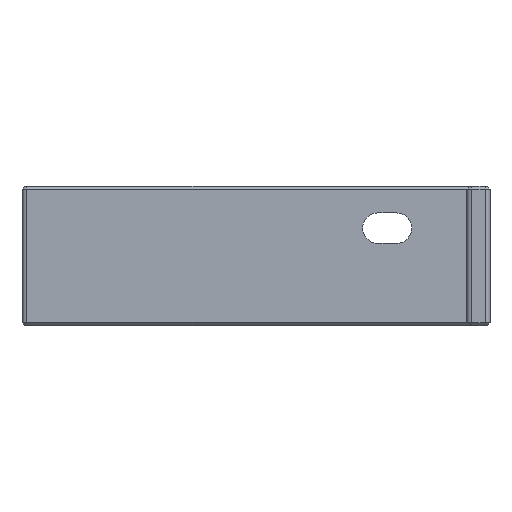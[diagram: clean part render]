
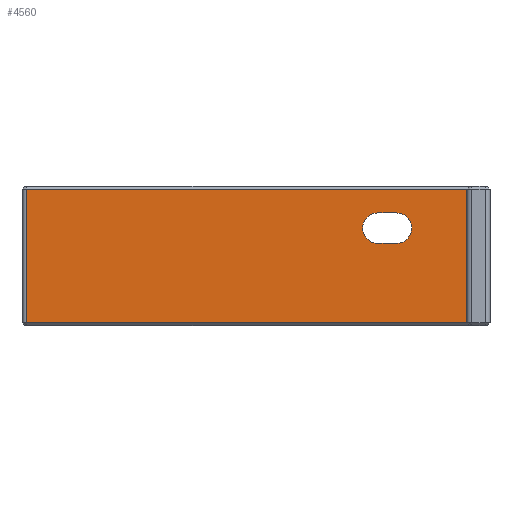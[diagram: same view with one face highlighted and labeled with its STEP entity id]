
A CAD part, left-side view. The second image highlights one B-rep face of the part: STEP entity #4560.
In plain terms, the highlighted planar face has unit normal (-1, 0, 0).
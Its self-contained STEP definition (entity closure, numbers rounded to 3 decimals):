
#608 = PLANE('',#609);
#609 = AXIS2_PLACEMENT_3D('',#610,#611,#612);
#610 = CARTESIAN_POINT('',(0.15,-47.5,14.85));
#611 = DIRECTION('',(-0.707,0.,0.707));
#612 = DIRECTION('',(0.,1.,0.));
#2382 = VERTEX_POINT('',#2383);
#2383 = CARTESIAN_POINT('',(0.,0.,14.7));
#2420 = PLANE('',#2421);
#2421 = AXIS2_PLACEMENT_3D('',#2422,#2423,#2424);
#2422 = CARTESIAN_POINT('',(0.,0.,0.));
#2423 = DIRECTION('',(0.,-1.,0.));
#2424 = DIRECTION('',(-1.,0.,0.));
#2513 = VERTEX_POINT('',#2514);
#2514 = CARTESIAN_POINT('',(0.,-47.5,14.7));
#2535 = EDGE_CURVE('',#2513,#2382,#2536,.T.);
#2536 = SURFACE_CURVE('',#2537,(#2541,#2548),.PCURVE_S1.);
#2537 = LINE('',#2538,#2539);
#2538 = CARTESIAN_POINT('',(0.,-47.5,14.7));
#2539 = VECTOR('',#2540,1.);
#2540 = DIRECTION('',(0.,1.,0.));
#2541 = PCURVE('',#608,#2542);
#2542 = DEFINITIONAL_REPRESENTATION('',(#2543),#2547);
#2543 = LINE('',#2544,#2545);
#2544 = CARTESIAN_POINT('',(0.,0.212));
#2545 = VECTOR('',#2546,1.);
#2546 = DIRECTION('',(1.,0.));
#2547 = ( GEOMETRIC_REPRESENTATION_CONTEXT(2) 
PARAMETRIC_REPRESENTATION_CONTEXT() REPRESENTATION_CONTEXT('2D SPACE',''
  ) );
#2548 = PCURVE('',#2549,#2554);
#2549 = PLANE('',#2550);
#2550 = AXIS2_PLACEMENT_3D('',#2551,#2552,#2553);
#2551 = CARTESIAN_POINT('',(0.,-48.,0.));
#2552 = DIRECTION('',(-1.,0.,0.));
#2553 = DIRECTION('',(0.,1.,0.));
#2554 = DEFINITIONAL_REPRESENTATION('',(#2555),#2559);
#2555 = LINE('',#2556,#2557);
#2556 = CARTESIAN_POINT('',(0.5,-14.7));
#2557 = VECTOR('',#2558,1.);
#2558 = DIRECTION('',(1.,0.));
#2559 = ( GEOMETRIC_REPRESENTATION_CONTEXT(2) 
PARAMETRIC_REPRESENTATION_CONTEXT() REPRESENTATION_CONTEXT('2D SPACE',''
  ) );
#2656 = CYLINDRICAL_SURFACE('',#2657,0.5);
#2657 = AXIS2_PLACEMENT_3D('',#2658,#2659,#2660);
#2658 = CARTESIAN_POINT('',(0.5,-47.5,0.));
#2659 = DIRECTION('',(0.,0.,1.));
#2660 = DIRECTION('',(0.,-1.,0.));
#4364 = VERTEX_POINT('',#4365);
#4365 = CARTESIAN_POINT('',(0.,0.,0.3));
#4391 = EDGE_CURVE('',#4364,#2382,#4392,.T.);
#4392 = SURFACE_CURVE('',#4393,(#4397,#4404),.PCURVE_S1.);
#4393 = LINE('',#4394,#4395);
#4394 = CARTESIAN_POINT('',(0.,0.,0.));
#4395 = VECTOR('',#4396,1.);
#4396 = DIRECTION('',(0.,0.,1.));
#4397 = PCURVE('',#2420,#4398);
#4398 = DEFINITIONAL_REPRESENTATION('',(#4399),#4403);
#4399 = LINE('',#4400,#4401);
#4400 = CARTESIAN_POINT('',(0.,0.));
#4401 = VECTOR('',#4402,1.);
#4402 = DIRECTION('',(0.,-1.));
#4403 = ( GEOMETRIC_REPRESENTATION_CONTEXT(2) 
PARAMETRIC_REPRESENTATION_CONTEXT() REPRESENTATION_CONTEXT('2D SPACE',''
  ) );
#4404 = PCURVE('',#2549,#4405);
#4405 = DEFINITIONAL_REPRESENTATION('',(#4406),#4410);
#4406 = LINE('',#4407,#4408);
#4407 = CARTESIAN_POINT('',(48.,0.));
#4408 = VECTOR('',#4409,1.);
#4409 = DIRECTION('',(0.,-1.));
#4410 = ( GEOMETRIC_REPRESENTATION_CONTEXT(2) 
PARAMETRIC_REPRESENTATION_CONTEXT() REPRESENTATION_CONTEXT('2D SPACE',''
  ) );
#4560 = ADVANCED_FACE('',(#4561,#4614),#2549,.T.);
#4561 = FACE_BOUND('',#4562,.T.);
#4562 = EDGE_LOOP('',(#4563,#4586,#4587,#4588));
#4563 = ORIENTED_EDGE('',*,*,#4564,.T.);
#4564 = EDGE_CURVE('',#4565,#2513,#4567,.T.);
#4565 = VERTEX_POINT('',#4566);
#4566 = CARTESIAN_POINT('',(0.,-47.5,0.3));
#4567 = SURFACE_CURVE('',#4568,(#4572,#4579),.PCURVE_S1.);
#4568 = LINE('',#4569,#4570);
#4569 = CARTESIAN_POINT('',(0.,-47.5,0.));
#4570 = VECTOR('',#4571,1.);
#4571 = DIRECTION('',(0.,0.,1.));
#4572 = PCURVE('',#2549,#4573);
#4573 = DEFINITIONAL_REPRESENTATION('',(#4574),#4578);
#4574 = LINE('',#4575,#4576);
#4575 = CARTESIAN_POINT('',(0.5,0.));
#4576 = VECTOR('',#4577,1.);
#4577 = DIRECTION('',(0.,-1.));
#4578 = ( GEOMETRIC_REPRESENTATION_CONTEXT(2) 
PARAMETRIC_REPRESENTATION_CONTEXT() REPRESENTATION_CONTEXT('2D SPACE',''
  ) );
#4579 = PCURVE('',#2656,#4580);
#4580 = DEFINITIONAL_REPRESENTATION('',(#4581),#4585);
#4581 = LINE('',#4582,#4583);
#4582 = CARTESIAN_POINT('',(-1.571,0.));
#4583 = VECTOR('',#4584,1.);
#4584 = DIRECTION('',(0.,1.));
#4585 = ( GEOMETRIC_REPRESENTATION_CONTEXT(2) 
PARAMETRIC_REPRESENTATION_CONTEXT() REPRESENTATION_CONTEXT('2D SPACE',''
  ) );
#4586 = ORIENTED_EDGE('',*,*,#2535,.T.);
#4587 = ORIENTED_EDGE('',*,*,#4391,.F.);
#4588 = ORIENTED_EDGE('',*,*,#4589,.F.);
#4589 = EDGE_CURVE('',#4565,#4364,#4590,.T.);
#4590 = SURFACE_CURVE('',#4591,(#4595,#4602),.PCURVE_S1.);
#4591 = LINE('',#4592,#4593);
#4592 = CARTESIAN_POINT('',(0.,-47.5,0.3));
#4593 = VECTOR('',#4594,1.);
#4594 = DIRECTION('',(0.,1.,0.));
#4595 = PCURVE('',#2549,#4596);
#4596 = DEFINITIONAL_REPRESENTATION('',(#4597),#4601);
#4597 = LINE('',#4598,#4599);
#4598 = CARTESIAN_POINT('',(0.5,-0.3));
#4599 = VECTOR('',#4600,1.);
#4600 = DIRECTION('',(1.,0.));
#4601 = ( GEOMETRIC_REPRESENTATION_CONTEXT(2) 
PARAMETRIC_REPRESENTATION_CONTEXT() REPRESENTATION_CONTEXT('2D SPACE',''
  ) );
#4602 = PCURVE('',#4603,#4608);
#4603 = PLANE('',#4604);
#4604 = AXIS2_PLACEMENT_3D('',#4605,#4606,#4607);
#4605 = CARTESIAN_POINT('',(0.15,-47.5,0.15));
#4606 = DIRECTION('',(0.707,0.,0.707));
#4607 = DIRECTION('',(0.,1.,0.));
#4608 = DEFINITIONAL_REPRESENTATION('',(#4609),#4613);
#4609 = LINE('',#4610,#4611);
#4610 = CARTESIAN_POINT('',(0.,0.212));
#4611 = VECTOR('',#4612,1.);
#4612 = DIRECTION('',(1.,0.));
#4613 = ( GEOMETRIC_REPRESENTATION_CONTEXT(2) 
PARAMETRIC_REPRESENTATION_CONTEXT() REPRESENTATION_CONTEXT('2D SPACE',''
  ) );
#4614 = FACE_BOUND('',#4615,.T.);
#4615 = EDGE_LOOP('',(#4616,#4647,#4675,#4704));
#4616 = ORIENTED_EDGE('',*,*,#4617,.F.);
#4617 = EDGE_CURVE('',#4618,#4620,#4622,.T.);
#4618 = VERTEX_POINT('',#4619);
#4619 = CARTESIAN_POINT('',(0.,-7.6,6.15));
#4620 = VERTEX_POINT('',#4621);
#4621 = CARTESIAN_POINT('',(0.,-7.6,2.85));
#4622 = SURFACE_CURVE('',#4623,(#4628,#4635),.PCURVE_S1.);
#4623 = CIRCLE('',#4624,1.65);
#4624 = AXIS2_PLACEMENT_3D('',#4625,#4626,#4627);
#4625 = CARTESIAN_POINT('',(0.,-7.6,4.5));
#4626 = DIRECTION('',(-1.,0.,0.));
#4627 = DIRECTION('',(0.,-1.,0.));
#4628 = PCURVE('',#2549,#4629);
#4629 = DEFINITIONAL_REPRESENTATION('',(#4630),#4634);
#4630 = CIRCLE('',#4631,1.65);
#4631 = AXIS2_PLACEMENT_2D('',#4632,#4633);
#4632 = CARTESIAN_POINT('',(40.4,-4.5));
#4633 = DIRECTION('',(-1.,0.));
#4634 = ( GEOMETRIC_REPRESENTATION_CONTEXT(2) 
PARAMETRIC_REPRESENTATION_CONTEXT() REPRESENTATION_CONTEXT('2D SPACE',''
  ) );
#4635 = PCURVE('',#4636,#4641);
#4636 = CYLINDRICAL_SURFACE('',#4637,1.65);
#4637 = AXIS2_PLACEMENT_3D('',#4638,#4639,#4640);
#4638 = CARTESIAN_POINT('',(0.,-7.6,4.5));
#4639 = DIRECTION('',(-1.,0.,0.));
#4640 = DIRECTION('',(0.,-1.,0.));
#4641 = DEFINITIONAL_REPRESENTATION('',(#4642),#4646);
#4642 = LINE('',#4643,#4644);
#4643 = CARTESIAN_POINT('',(0.,0.));
#4644 = VECTOR('',#4645,1.);
#4645 = DIRECTION('',(1.,0.));
#4646 = ( GEOMETRIC_REPRESENTATION_CONTEXT(2) 
PARAMETRIC_REPRESENTATION_CONTEXT() REPRESENTATION_CONTEXT('2D SPACE',''
  ) );
#4647 = ORIENTED_EDGE('',*,*,#4648,.T.);
#4648 = EDGE_CURVE('',#4618,#4649,#4651,.T.);
#4649 = VERTEX_POINT('',#4650);
#4650 = CARTESIAN_POINT('',(0.,-9.6,6.15));
#4651 = SURFACE_CURVE('',#4652,(#4656,#4663),.PCURVE_S1.);
#4652 = LINE('',#4653,#4654);
#4653 = CARTESIAN_POINT('',(0.,-7.6,6.15));
#4654 = VECTOR('',#4655,1.);
#4655 = DIRECTION('',(0.,-1.,0.));
#4656 = PCURVE('',#2549,#4657);
#4657 = DEFINITIONAL_REPRESENTATION('',(#4658),#4662);
#4658 = LINE('',#4659,#4660);
#4659 = CARTESIAN_POINT('',(40.4,-6.15));
#4660 = VECTOR('',#4661,1.);
#4661 = DIRECTION('',(-1.,0.));
#4662 = ( GEOMETRIC_REPRESENTATION_CONTEXT(2) 
PARAMETRIC_REPRESENTATION_CONTEXT() REPRESENTATION_CONTEXT('2D SPACE',''
  ) );
#4663 = PCURVE('',#4664,#4669);
#4664 = PLANE('',#4665);
#4665 = AXIS2_PLACEMENT_3D('',#4666,#4667,#4668);
#4666 = CARTESIAN_POINT('',(0.,-7.6,6.15));
#4667 = DIRECTION('',(0.,0.,-1.));
#4668 = DIRECTION('',(0.,-1.,0.));
#4669 = DEFINITIONAL_REPRESENTATION('',(#4670),#4674);
#4670 = LINE('',#4671,#4672);
#4671 = CARTESIAN_POINT('',(0.,0.));
#4672 = VECTOR('',#4673,1.);
#4673 = DIRECTION('',(1.,0.));
#4674 = ( GEOMETRIC_REPRESENTATION_CONTEXT(2) 
PARAMETRIC_REPRESENTATION_CONTEXT() REPRESENTATION_CONTEXT('2D SPACE',''
  ) );
#4675 = ORIENTED_EDGE('',*,*,#4676,.F.);
#4676 = EDGE_CURVE('',#4677,#4649,#4679,.T.);
#4677 = VERTEX_POINT('',#4678);
#4678 = CARTESIAN_POINT('',(0.,-9.6,2.85));
#4679 = SURFACE_CURVE('',#4680,(#4685,#4692),.PCURVE_S1.);
#4680 = CIRCLE('',#4681,1.65);
#4681 = AXIS2_PLACEMENT_3D('',#4682,#4683,#4684);
#4682 = CARTESIAN_POINT('',(0.,-9.6,4.5));
#4683 = DIRECTION('',(-1.,0.,0.));
#4684 = DIRECTION('',(0.,-1.,0.));
#4685 = PCURVE('',#2549,#4686);
#4686 = DEFINITIONAL_REPRESENTATION('',(#4687),#4691);
#4687 = CIRCLE('',#4688,1.65);
#4688 = AXIS2_PLACEMENT_2D('',#4689,#4690);
#4689 = CARTESIAN_POINT('',(38.4,-4.5));
#4690 = DIRECTION('',(-1.,0.));
#4691 = ( GEOMETRIC_REPRESENTATION_CONTEXT(2) 
PARAMETRIC_REPRESENTATION_CONTEXT() REPRESENTATION_CONTEXT('2D SPACE',''
  ) );
#4692 = PCURVE('',#4693,#4698);
#4693 = CYLINDRICAL_SURFACE('',#4694,1.65);
#4694 = AXIS2_PLACEMENT_3D('',#4695,#4696,#4697);
#4695 = CARTESIAN_POINT('',(0.,-9.6,4.5));
#4696 = DIRECTION('',(-1.,0.,0.));
#4697 = DIRECTION('',(0.,-1.,0.));
#4698 = DEFINITIONAL_REPRESENTATION('',(#4699),#4703);
#4699 = LINE('',#4700,#4701);
#4700 = CARTESIAN_POINT('',(0.,0.));
#4701 = VECTOR('',#4702,1.);
#4702 = DIRECTION('',(1.,0.));
#4703 = ( GEOMETRIC_REPRESENTATION_CONTEXT(2) 
PARAMETRIC_REPRESENTATION_CONTEXT() REPRESENTATION_CONTEXT('2D SPACE',''
  ) );
#4704 = ORIENTED_EDGE('',*,*,#4705,.F.);
#4705 = EDGE_CURVE('',#4620,#4677,#4706,.T.);
#4706 = SURFACE_CURVE('',#4707,(#4711,#4718),.PCURVE_S1.);
#4707 = LINE('',#4708,#4709);
#4708 = CARTESIAN_POINT('',(0.,-7.6,2.85));
#4709 = VECTOR('',#4710,1.);
#4710 = DIRECTION('',(0.,-1.,0.));
#4711 = PCURVE('',#2549,#4712);
#4712 = DEFINITIONAL_REPRESENTATION('',(#4713),#4717);
#4713 = LINE('',#4714,#4715);
#4714 = CARTESIAN_POINT('',(40.4,-2.85));
#4715 = VECTOR('',#4716,1.);
#4716 = DIRECTION('',(-1.,0.));
#4717 = ( GEOMETRIC_REPRESENTATION_CONTEXT(2) 
PARAMETRIC_REPRESENTATION_CONTEXT() REPRESENTATION_CONTEXT('2D SPACE',''
  ) );
#4718 = PCURVE('',#4719,#4724);
#4719 = PLANE('',#4720);
#4720 = AXIS2_PLACEMENT_3D('',#4721,#4722,#4723);
#4721 = CARTESIAN_POINT('',(0.,-7.6,2.85));
#4722 = DIRECTION('',(0.,0.,-1.));
#4723 = DIRECTION('',(0.,-1.,0.));
#4724 = DEFINITIONAL_REPRESENTATION('',(#4725),#4729);
#4725 = LINE('',#4726,#4727);
#4726 = CARTESIAN_POINT('',(0.,0.));
#4727 = VECTOR('',#4728,1.);
#4728 = DIRECTION('',(1.,0.));
#4729 = ( GEOMETRIC_REPRESENTATION_CONTEXT(2) 
PARAMETRIC_REPRESENTATION_CONTEXT() REPRESENTATION_CONTEXT('2D SPACE',''
  ) );
